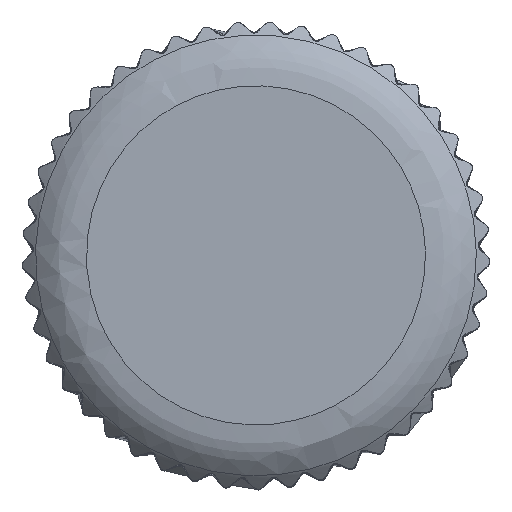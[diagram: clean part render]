
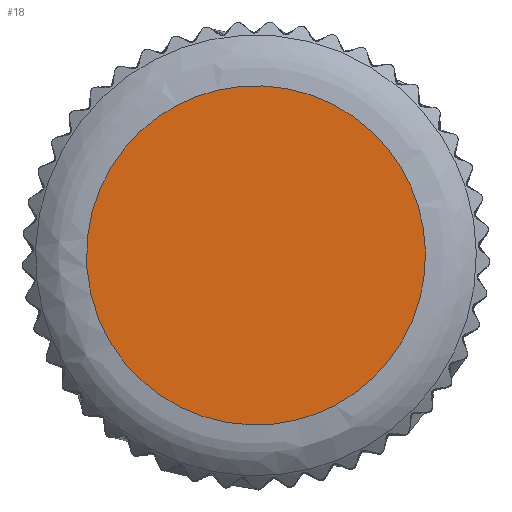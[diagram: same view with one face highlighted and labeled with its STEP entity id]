
A CAD part, top view. The second image highlights one B-rep face of the part: STEP entity #18.
In plain terms, the highlighted planar face has unit normal (0, 0, 1).
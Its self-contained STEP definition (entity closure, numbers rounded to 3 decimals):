
#18=ADVANCED_FACE('',(#81),#1028,.T.);
#81=FACE_OUTER_BOUND('',#144,.T.);
#144=EDGE_LOOP('',(#212));
#212=ORIENTED_EDGE('',*,*,#562,.F.);
#562=EDGE_CURVE('',#910,#910,#734,.T.);
#734=(
BOUNDED_CURVE()
B_SPLINE_CURVE(2,(#6759,#6760,#6761,#6762,#6763,#6764,#6765,#6766,#6767),
 .UNSPECIFIED.,.T.,.F.)
B_SPLINE_CURVE_WITH_KNOTS((3,2,2,2,3),(0.,9.261,18.522,
27.783,37.045),.UNSPECIFIED.)
CURVE()
GEOMETRIC_REPRESENTATION_ITEM()
RATIONAL_B_SPLINE_CURVE((1.,0.707,1.,0.707,1.,0.707,
1.,0.707,1.))
REPRESENTATION_ITEM('')
);
#910=VERTEX_POINT('',#4169);
#1028=PLANE('',#1107);
#1107=AXIS2_PLACEMENT_3D('',#2281,#1151,$);
#1151=DIRECTION('',(0.,0.,1.));
#2281=CARTESIAN_POINT('',(-48.902,-6.014,20.228));
#4169=CARTESIAN_POINT('',(-60.363,-2.256,20.228));
#6759=CARTESIAN_POINT('',(-60.363,-2.256,20.228));
#6760=CARTESIAN_POINT('',(-62.619,3.191,20.228));
#6761=CARTESIAN_POINT('',(-57.172,5.447,20.228));
#6762=CARTESIAN_POINT('',(-51.725,7.703,20.228));
#6763=CARTESIAN_POINT('',(-49.469,2.256,20.228));
#6764=CARTESIAN_POINT('',(-47.212,-3.191,20.228));
#6765=CARTESIAN_POINT('',(-52.659,-5.447,20.228));
#6766=CARTESIAN_POINT('',(-58.106,-7.703,20.228));
#6767=CARTESIAN_POINT('',(-60.363,-2.256,20.228));
